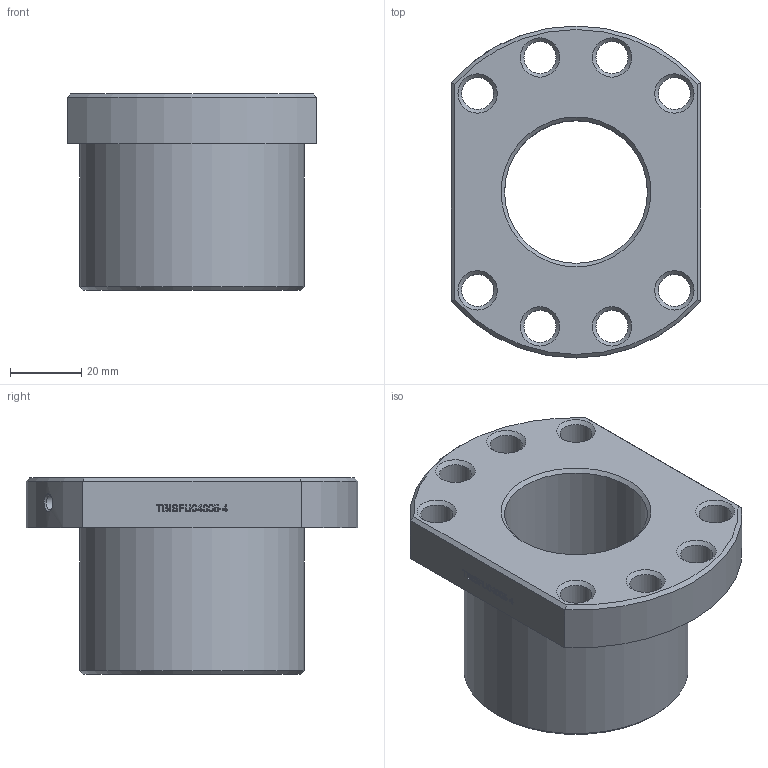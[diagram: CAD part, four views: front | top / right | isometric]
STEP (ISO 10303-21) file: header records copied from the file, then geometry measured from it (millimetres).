
FILE_DESCRIPTION(/* description */ (''),/* implementation_level */ '2;1');
FILE_NAME(/* name */ 'SFU04005-4.stp',/* time_stamp */ '2020-03-23T21:32:24+08:00',/* author */ (''),/* organization */ (''),/* preprocessor_version */ 'ST-DEVELOPER v16',/* originating_system */ 'SIEMENS PLM Software NX 10.0',/* authorisation */ '');
FILE_SCHEMA (('AUTOMOTIVE_DESIGN { 1 0 10303 214 3 1 1 1 }'));
Length unit declared in the file: millimetre
Products named in the file (1): Admi0BFC4609nasx
Bounding box: 70 x 93 x 55 mm (x, y, z)
Volume: 132461.2 mm3; surface area: 29889.8 mm2
Topology: 1 solids, 1 shells, 153 faces, 372 edges, 243 vertices
Faces by surface type: plane 98, extrusion 25, cone 15, cylinder 14, bspline 1
Full cylindrical faces by diameter (mm): 4 x1, 5.2 x1, 9 x8, 40 x1, 63 x1
Entity records: 5641 total; most frequent: CARTESIAN_POINT 2319, ORIENTED_EDGE 684, DIRECTION 538, EDGE_CURVE 342, VERTEX_POINT 240, EDGE_LOOP 219, VECTOR 200, LINE 175
